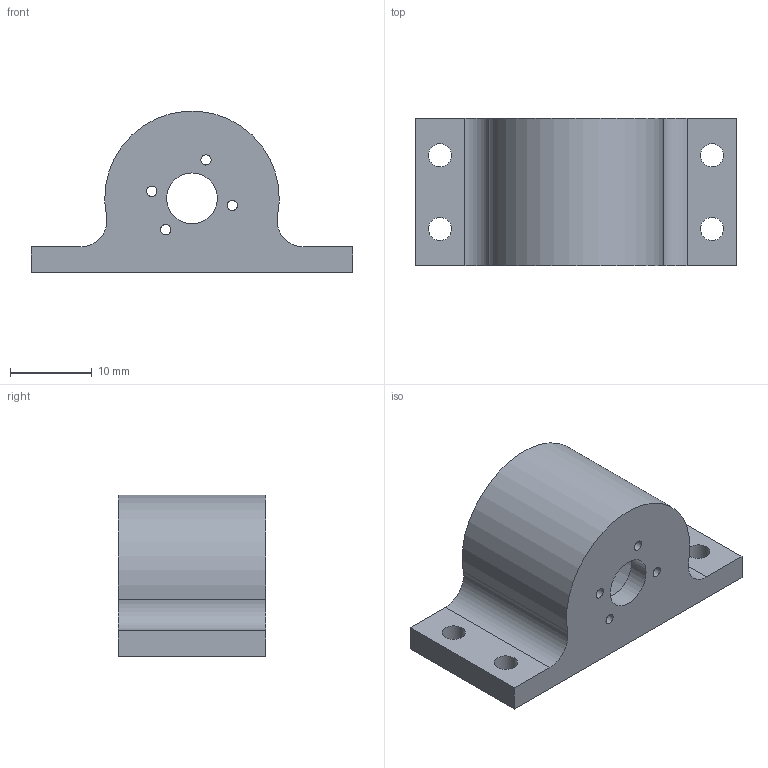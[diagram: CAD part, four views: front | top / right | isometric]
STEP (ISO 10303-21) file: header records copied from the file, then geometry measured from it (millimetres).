
FILE_DESCRIPTION(/* description */ (''),/* implementation_level */ '2;1');
FILE_NAME(/* name */ 'Motor Holder.stp',/* time_stamp */ '2017-05-28T15:28:24-05:00',/* author */ ('qupec'),/* organization */ (''),/* preprocessor_version */ 'ST-DEVELOPER v16.5',/* originating_system */ 'Autodesk Inventor 2017',/* authorisation */ '');
FILE_SCHEMA (('AUTOMOTIVE_DESIGN { 1 0 10303 214 3 1 1 }'));
Length unit declared in the file: inch
Products named in the file (1): Motor Holder
Bounding box: 39.37 x 18.04 x 19.72 mm (x, y, z)
Volume: 4888.2 mm3; surface area: 3606.2 mm2
Topology: 1 solids, 1 shells, 21 faces, 58 edges, 40 vertices
Faces by surface type: cylinder 13, plane 8
Full cylindrical faces by diameter (mm): 1.25 x4, 2.845 x4, 6.2 x1, 15 x1
Entity records: 672 total; most frequent: DIRECTION 114, CARTESIAN_POINT 102, ORIENTED_EDGE 88, EDGE_LOOP 50, AXIS2_PLACEMENT_3D 48, EDGE_CURVE 44, VERTEX_POINT 36, FACE_BOUND 29
